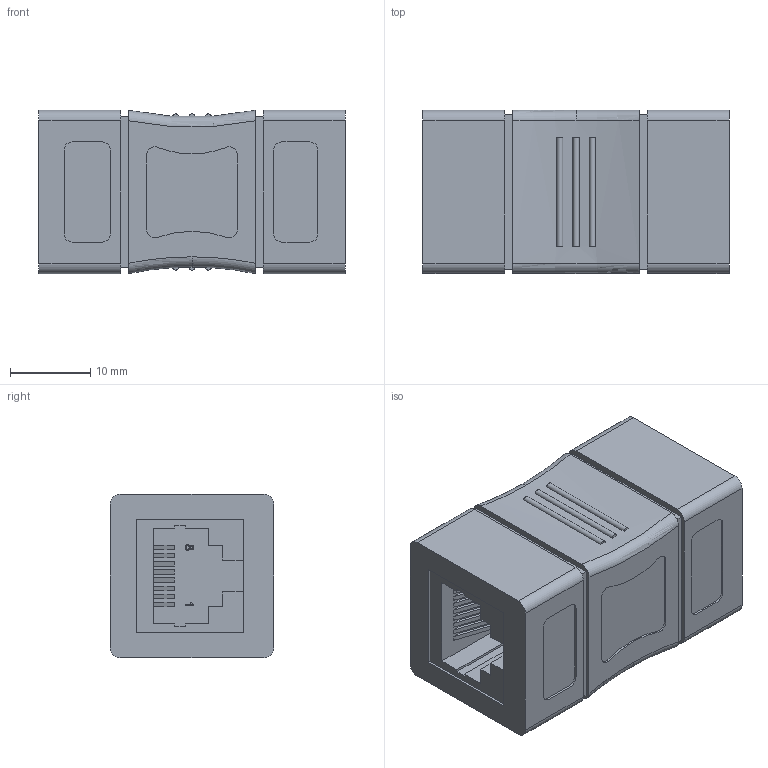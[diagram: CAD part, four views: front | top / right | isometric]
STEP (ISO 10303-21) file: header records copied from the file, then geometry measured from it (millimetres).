
FILE_DESCRIPTION (( 'STEP AP214' ), '1' );
FILE_NAME ('LFFRJCP-BL_3D.step', '2024-09-17T14:21:06', ( '' ), ( '' ), 'SwSTEP 2.0', 'SolidWorks 2022', '' );
FILE_SCHEMA (( 'AUTOMOTIVE_DESIGN' ));
Length unit declared in the file: inch
Products named in the file (4): LFFRJCP-BL_3D; RBMIRJ45F-MA3; BM552-M8-BU_MA1
Assembly tree (3 placements, depth 2):
  LFFRJCP-BL_3D
    BM552-M8-BU_MA1
    RBMIRJ45F-MA3
    RBMIRJ45F-MA3
Bounding box: 38.1 x 20.32 x 20.32 mm (x, y, z)
Volume: 14543.3 mm3; surface area: 10104.5 mm2
Topology: 3 solids, 3 shells, 322 faces, 856 edges, 557 vertices
Faces by surface type: plane 202, cylinder 70, bspline 36, sphere 8, torus 6
Entity records: 13459 total; most frequent: CARTESIAN_POINT 4089, ORIENTED_EDGE 1696, DIRECTION 1515, EDGE_CURVE 848, VECTOR 605, LINE 605, VERTEX_POINT 557, AXIS2_PLACEMENT_3D 455
